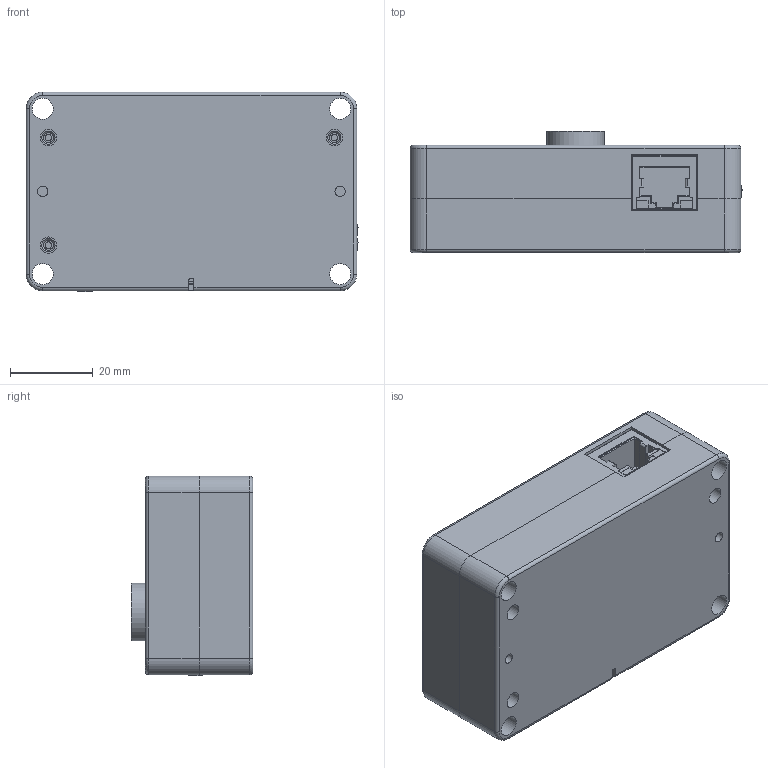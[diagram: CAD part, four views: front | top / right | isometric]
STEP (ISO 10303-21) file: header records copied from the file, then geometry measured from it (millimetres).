
FILE_DESCRIPTION(/* description */ (''),/* implementation_level */ '2;1');
FILE_NAME(/* name */ 'LIMELIGHT3GCAD_STEP.stp',/* time_stamp */ '2024-03-10T19:31:28-07:00',/* author */ ('brand'),/* organization */ (''),/* preprocessor_version */ 'ST-DEVELOPER v18.1',/* originating_system */ 'Autodesk Inventor 2022',/* authorisation */ '');
FILE_SCHEMA (('AUTOMOTIVE_DESIGN { 1 0 10303 214 3 1 1 }'));
Products named in the file (1): LL3GSIMPLIFIEDPART
Bounding box: 80.39 x 29.46 x 48.38 mm (x, y, z)
Volume: 32142.3 mm3; surface area: 40414.3 mm2
Topology: 35 solids, 39 shells, 2231 faces, 6162 edges, 4053 vertices
Faces by surface type: plane 1497, cylinder 593, torus 67, bspline 40, cone 27, sphere 7
Full cylindrical faces by diameter (mm): 0.2 x18, 0.52 x2, 0.55 x6, 0.63 x2, 0.762 x9, 1 x29, 1.1 x2, 1.2 x6, 1.221 x1, 1.4 x2, 1.6 x11, 1.9 x1, 2.2 x3, 2.3 x4, 2.4 x3, 2.5 x3, 3.3 x2, 3.5 x1, 3.6 x4, 3.9 x3, 4 x7, 5.105 x8, 9.46 x1, 10.307 x1, 11.153 x1, 11.9 x1, 14 x1, 14.375 x1
Entity records: 75954 total; most frequent: CARTESIAN_POINT 14455, ORIENTED_EDGE 12246, DIRECTION 12147, EDGE_CURVE 6159, LINE 4503, VECTOR 4503, VERTEX_POINT 4053, AXIS2_PLACEMENT_3D 3822
